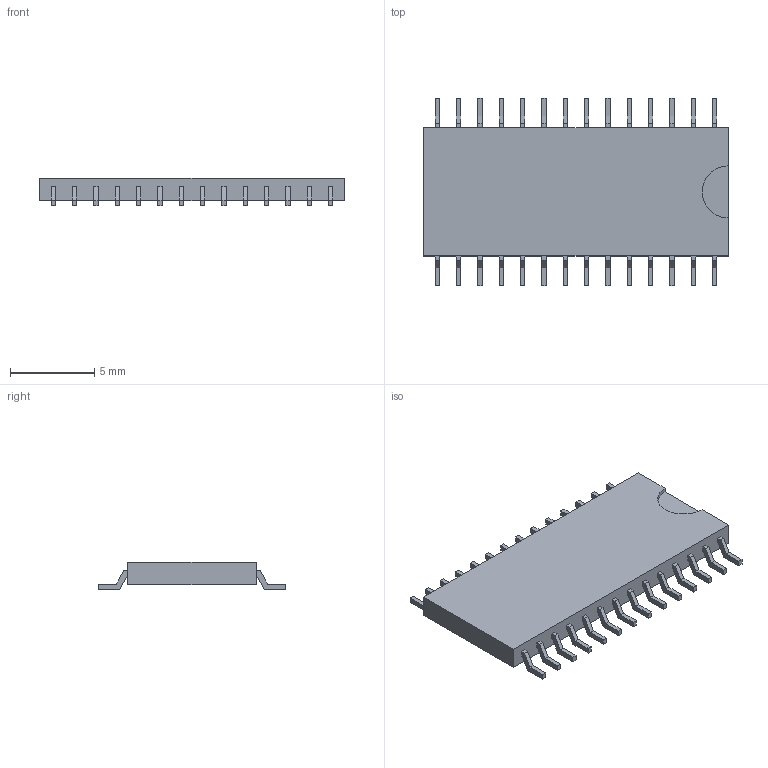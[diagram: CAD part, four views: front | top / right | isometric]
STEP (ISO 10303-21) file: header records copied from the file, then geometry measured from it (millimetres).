
FILE_DESCRIPTION (( 'STEP AP214' ), '1' );
FILE_NAME ('User Library-SOP28.STEP', '2021-12-14T03:39:10', ( '' ), ( '' ), 'SwSTEP 2.0', 'SolidWorks 2021', '' );
FILE_SCHEMA (( 'AUTOMOTIVE_DESIGN' ));
Length unit declared in the file: millimetre
Products named in the file (1): User Library-SOP28
Bounding box: 18.11 x 11.18 x 1.62 mm (x, y, z)
Volume: 186.5 mm3; surface area: 417.7 mm2
Topology: 1 solids, 1 shells, 260 faces, 690 edges, 460 vertices
Faces by surface type: plane 259, cylinder 1
Entity records: 7930 total; most frequent: CARTESIAN_POINT 1411, ORIENTED_EDGE 1380, DIRECTION 1214, EDGE_CURVE 690, VECTOR 688, LINE 688, VERTEX_POINT 460, EDGE_LOOP 288
